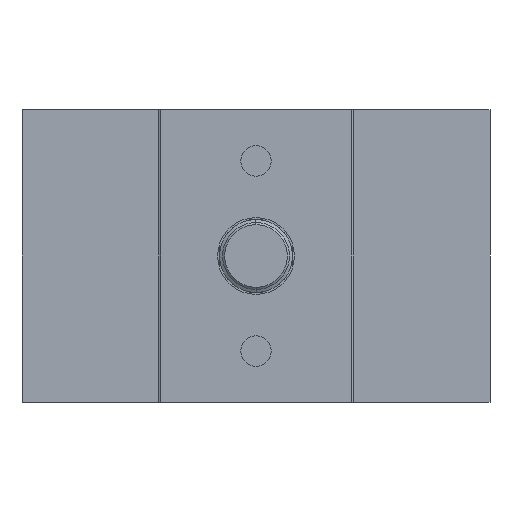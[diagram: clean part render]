
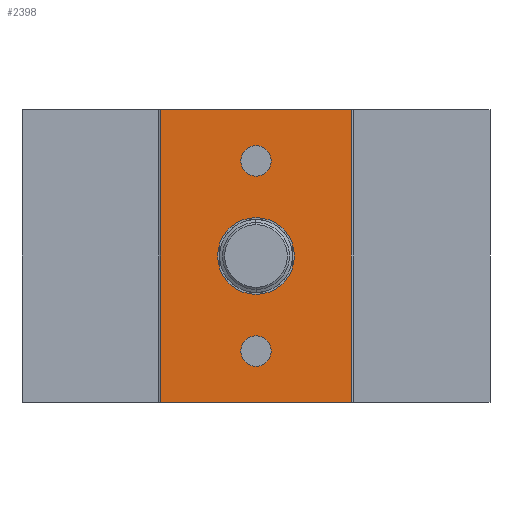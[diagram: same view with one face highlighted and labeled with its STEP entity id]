
A CAD part, front view. The second image highlights one B-rep face of the part: STEP entity #2398.
In plain terms, the highlighted planar face has unit normal (0, -1, 0).
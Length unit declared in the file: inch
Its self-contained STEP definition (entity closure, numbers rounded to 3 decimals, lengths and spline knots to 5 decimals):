
#13 = VERTEX_POINT ( 'NONE', #5921 ) ;
#48 = CARTESIAN_POINT ( 'NONE',  ( 0., -2., 0.8125 ) ) ;
#153 = ORIENTED_EDGE ( 'NONE', *, *, #2595, .T. ) ;
#221 = AXIS2_PLACEMENT_3D ( 'NONE', #48, #3967, #597 ) ;
#242 = EDGE_LOOP ( 'NONE', ( #5110, #2330 ) ) ;
#299 = DIRECTION ( 'NONE',  ( 0., -1., 0. ) ) ;
#415 = EDGE_CURVE ( 'NONE', #4051, #7200, #4164, .T. ) ;
#447 = CARTESIAN_POINT ( 'NONE',  ( 0., -2., 0. ) ) ;
#548 = DIRECTION ( 'NONE',  ( 0., 1., 0. ) ) ;
#597 = DIRECTION ( 'NONE',  ( -1., 0., 0. ) ) ;
#613 = CARTESIAN_POINT ( 'NONE',  ( -0.8125, -2., 1.25 ) ) ;
#615 = EDGE_LOOP ( 'NONE', ( #5370, #5577, #4326, #1729 ) ) ;
#643 = CARTESIAN_POINT ( 'NONE',  ( -0.8125, -2., -1.25 ) ) ;
#885 = FACE_BOUND ( 'NONE', #5942, .T. ) ;
#892 = AXIS2_PLACEMENT_3D ( 'NONE', #447, #4380, #1013 ) ;
#935 = VERTEX_POINT ( 'NONE', #5745 ) ;
#961 = DIRECTION ( 'NONE',  ( 0., 0., -1. ) ) ;
#1013 = DIRECTION ( 'NONE',  ( 0., 0., -1. ) ) ;
#1119 = CARTESIAN_POINT ( 'NONE',  ( -0.8125, -2., 1.25 ) ) ;
#1194 = CARTESIAN_POINT ( 'NONE',  ( 0.13, -2., -0.8125 ) ) ;
#1234 = VERTEX_POINT ( 'NONE', #5436 ) ;
#1252 = VERTEX_POINT ( 'NONE', #1194 ) ;
#1324 = EDGE_CURVE ( 'NONE', #1252, #1234, #4591, .T. ) ;
#1503 = CIRCLE ( 'NONE', #221, 0.13 ) ;
#1668 = AXIS2_PLACEMENT_3D ( 'NONE', #5767, #2406, #6311 ) ;
#1674 = AXIS2_PLACEMENT_3D ( 'NONE', #3914, #548, #4483 ) ;
#1729 = ORIENTED_EDGE ( 'NONE', *, *, #1986, .T. ) ;
#1798 = CARTESIAN_POINT ( 'NONE',  ( 0., -2., -0.328 ) ) ;
#1890 = EDGE_LOOP ( 'NONE', ( #6285, #5543 ) ) ;
#1986 = EDGE_CURVE ( 'NONE', #7255, #2119, #2036, .T. ) ;
#2036 = LINE ( 'NONE', #1119, #6328 ) ;
#2119 = VERTEX_POINT ( 'NONE', #643 ) ;
#2135 = VECTOR ( 'NONE', #961, 39.37008 ) ;
#2234 = AXIS2_PLACEMENT_3D ( 'NONE', #5476, #3234, #7162 ) ;
#2255 = DIRECTION ( 'NONE',  ( 1., 0., 0. ) ) ;
#2330 = ORIENTED_EDGE ( 'NONE', *, *, #6620, .T. ) ;
#2347 = VECTOR ( 'NONE', #2647, 39.37008 ) ;
#2385 = FACE_BOUND ( 'NONE', #242, .T. ) ;
#2398 = ADVANCED_FACE ( 'NONE', ( #2385, #885, #2565, #4047 ), #2660, .F. ) ;
#2406 = DIRECTION ( 'NONE',  ( 0., 1., 0. ) ) ;
#2421 = DIRECTION ( 'NONE',  ( 0., 1., 0. ) ) ;
#2550 = EDGE_CURVE ( 'NONE', #2119, #7200, #4312, .T. ) ;
#2565 = FACE_BOUND ( 'NONE', #1890, .T. ) ;
#2595 = EDGE_CURVE ( 'NONE', #935, #13, #1503, .T. ) ;
#2647 = DIRECTION ( 'NONE',  ( 1., 0., 0. ) ) ;
#2660 = PLANE ( 'NONE',  #2234 ) ;
#2826 = VECTOR ( 'NONE', #2255, 39.37008 ) ;
#3234 = DIRECTION ( 'NONE',  ( 0., 1., 0. ) ) ;
#3666 = CARTESIAN_POINT ( 'NONE',  ( 0., -2., 0. ) ) ;
#3914 = CARTESIAN_POINT ( 'NONE',  ( 0., -2., -0.8125 ) ) ;
#3916 = CARTESIAN_POINT ( 'NONE',  ( -0.8125, -2., -1.25 ) ) ;
#3967 = DIRECTION ( 'NONE',  ( 0., 1., 0. ) ) ;
#4034 = AXIS2_PLACEMENT_3D ( 'NONE', #3666, #299, #4234 ) ;
#4047 = FACE_OUTER_BOUND ( 'NONE', #615, .T. ) ;
#4051 = VERTEX_POINT ( 'NONE', #5644 ) ;
#4057 = CARTESIAN_POINT ( 'NONE',  ( 0., -2., 0.328 ) ) ;
#4164 = LINE ( 'NONE', #5999, #2135 ) ;
#4196 = VERTEX_POINT ( 'NONE', #4057 ) ;
#4234 = DIRECTION ( 'NONE',  ( 0., 0., -1. ) ) ;
#4242 = EDGE_CURVE ( 'NONE', #13, #935, #7124, .T. ) ;
#4312 = LINE ( 'NONE', #3916, #2826 ) ;
#4326 = ORIENTED_EDGE ( 'NONE', *, *, #6161, .F. ) ;
#4380 = DIRECTION ( 'NONE',  ( 0., -1., 0. ) ) ;
#4479 = DIRECTION ( 'NONE',  ( 0., 0., -1. ) ) ;
#4483 = DIRECTION ( 'NONE',  ( -1., 0., 0. ) ) ;
#4591 = CIRCLE ( 'NONE', #1668, 0.13 ) ;
#4851 = VERTEX_POINT ( 'NONE', #1798 ) ;
#5110 = ORIENTED_EDGE ( 'NONE', *, *, #1324, .T. ) ;
#5328 = CIRCLE ( 'NONE', #1674, 0.13 ) ;
#5370 = ORIENTED_EDGE ( 'NONE', *, *, #2550, .T. ) ;
#5436 = CARTESIAN_POINT ( 'NONE',  ( -0.13, -2., -0.8125 ) ) ;
#5476 = CARTESIAN_POINT ( 'NONE',  ( -0.8125, -2., 1.25 ) ) ;
#5508 = LINE ( 'NONE', #7135, #2347 ) ;
#5543 = ORIENTED_EDGE ( 'NONE', *, *, #6048, .F. ) ;
#5577 = ORIENTED_EDGE ( 'NONE', *, *, #415, .F. ) ;
#5644 = CARTESIAN_POINT ( 'NONE',  ( 0.8125, -2., 1.25 ) ) ;
#5745 = CARTESIAN_POINT ( 'NONE',  ( -0.13, -2., 0.8125 ) ) ;
#5767 = CARTESIAN_POINT ( 'NONE',  ( 0., -2., -0.8125 ) ) ;
#5787 = CARTESIAN_POINT ( 'NONE',  ( 0., -2., 0.8125 ) ) ;
#5862 = CIRCLE ( 'NONE', #4034, 0.328 ) ;
#5921 = CARTESIAN_POINT ( 'NONE',  ( 0.13, -2., 0.8125 ) ) ;
#5942 = EDGE_LOOP ( 'NONE', ( #6766, #153 ) ) ;
#5999 = CARTESIAN_POINT ( 'NONE',  ( 0.8125, -2., 1.25 ) ) ;
#6048 = EDGE_CURVE ( 'NONE', #4196, #4851, #5862, .T. ) ;
#6161 = EDGE_CURVE ( 'NONE', #7255, #4051, #5508, .T. ) ;
#6203 = EDGE_CURVE ( 'NONE', #4851, #4196, #6635, .T. ) ;
#6285 = ORIENTED_EDGE ( 'NONE', *, *, #6203, .F. ) ;
#6311 = DIRECTION ( 'NONE',  ( -1., 0., 0. ) ) ;
#6328 = VECTOR ( 'NONE', #4479, 39.37008 ) ;
#6334 = DIRECTION ( 'NONE',  ( -1., 0., 0. ) ) ;
#6620 = EDGE_CURVE ( 'NONE', #1234, #1252, #5328, .T. ) ;
#6635 = CIRCLE ( 'NONE', #892, 0.328 ) ;
#6730 = CARTESIAN_POINT ( 'NONE',  ( 0.8125, -2., -1.25 ) ) ;
#6766 = ORIENTED_EDGE ( 'NONE', *, *, #4242, .T. ) ;
#7045 = AXIS2_PLACEMENT_3D ( 'NONE', #5787, #2421, #6334 ) ;
#7124 = CIRCLE ( 'NONE', #7045, 0.13 ) ;
#7135 = CARTESIAN_POINT ( 'NONE',  ( -0.8125, -2., 1.25 ) ) ;
#7162 = DIRECTION ( 'NONE',  ( -1., 0., 0. ) ) ;
#7200 = VERTEX_POINT ( 'NONE', #6730 ) ;
#7255 = VERTEX_POINT ( 'NONE', #613 ) ;
